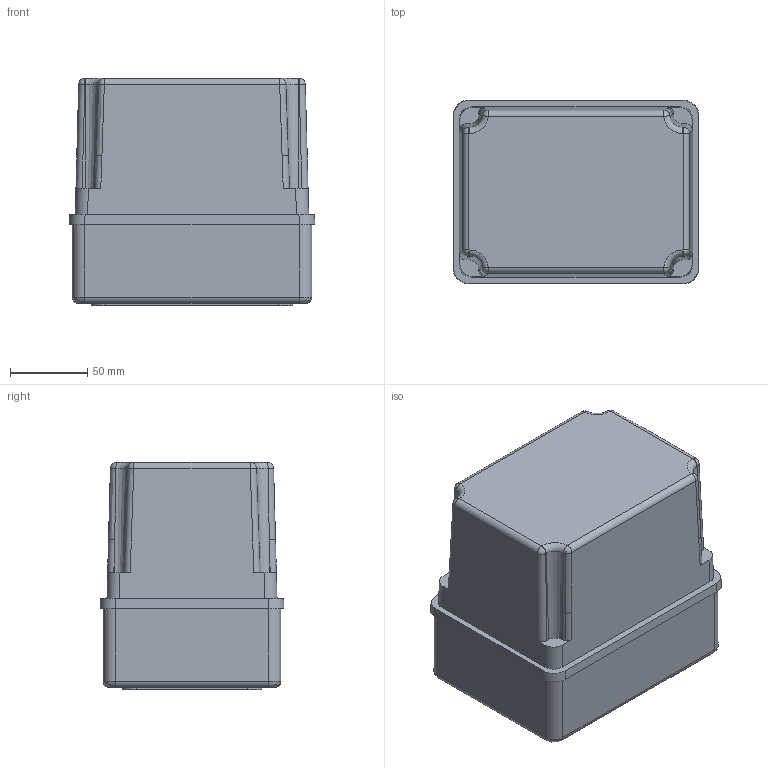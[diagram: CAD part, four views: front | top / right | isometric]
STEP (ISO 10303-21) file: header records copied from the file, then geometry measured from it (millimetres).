
FILE_DESCRIPTION((''),'2;1');
FILE_NAME('GW44216_ASM','2021-07-16T10:54:27',('User'),('Axiro Italia'),'CREO PARAMETRIC BY PTC INC, 2020354','CREO PARAMETRIC BY PTC INC, 2020354','');
FILE_SCHEMA(('CONFIG_CONTROL_DESIGN'));
Length unit declared in the file: millimetre
Products named in the file (3): GW44216_COMPONENTE_B_OR; GW44216_COMPONENTE_A_OR; GW44216_ASM
Assembly tree (2 placements, depth 2):
  GW44216_ASM
    GW44216_COMPONENTE_B_OR
    GW44216_COMPONENTE_A_OR
Bounding box: 159 x 119 x 146.9 mm (x, y, z)
Volume: 296894 mm3; surface area: 235844.8 mm2
Topology: 2 solids, 2 shells, 554 faces, 1440 edges, 933 vertices
Faces by surface type: plane 368, cylinder 124, cone 30, sphere 12, torus 12, bspline 8
Entity records: 17223 total; most frequent: CARTESIAN_POINT 3430, ORIENTED_EDGE 2876, DIRECTION 2795, EDGE_CURVE 1438, VECTOR 1075, LINE 1075, VERTEX_POINT 933, AXIS2_PLACEMENT_3D 860
